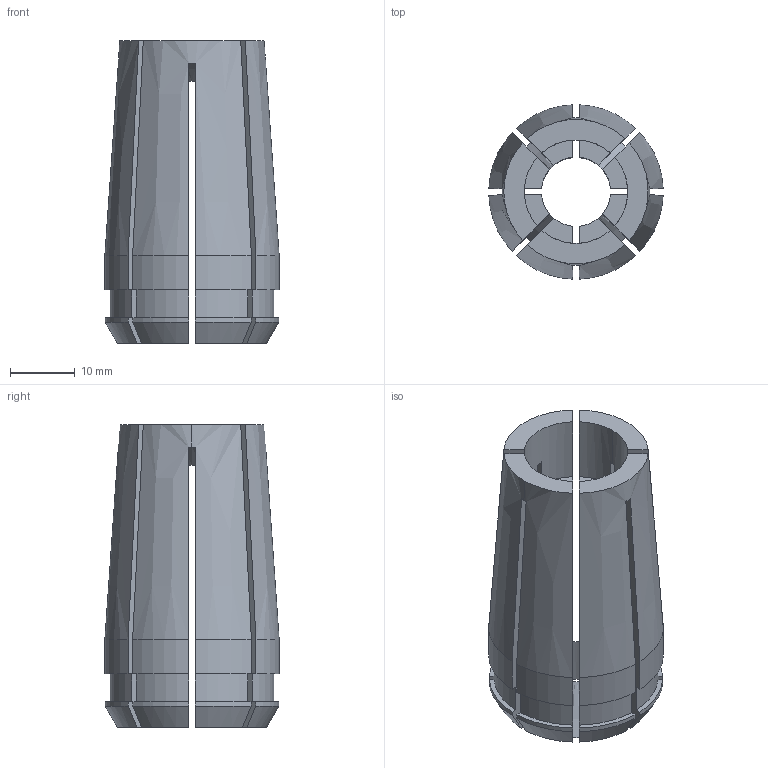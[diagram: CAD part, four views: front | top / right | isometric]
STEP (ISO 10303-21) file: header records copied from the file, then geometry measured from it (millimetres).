
FILE_DESCRIPTION (( 'STEP AP203' ), '1' );
FILE_NAME ('STP-5250-691-075-A27-0(84008-0.422).STEP', '2022-08-02T01:26:00', ( '' ), ( '' ), 'SwSTEP 2.0', 'SolidWorks 2017', '' );
FILE_SCHEMA (( 'CONFIG_CONTROL_DESIGN' ));
Length unit declared in the file: millimetre
Products named in the file (1): STP-5250-691-075-A27-0(84008-0.422)
Bounding box: 26.96 x 26.96 x 46.84 mm (x, y, z)
Volume: 15400.6 mm3; surface area: 10198.5 mm2
Topology: 1 solids, 1 shells, 102 faces, 306 edges, 204 vertices
Faces by surface type: plane 48, cylinder 41, cone 13
Entity records: 3695 total; most frequent: CARTESIAN_POINT 847, ORIENTED_EDGE 612, DIRECTION 568, EDGE_CURVE 306, AXIS2_PLACEMENT_3D 205, VERTEX_POINT 204, LINE 158, VECTOR 158
